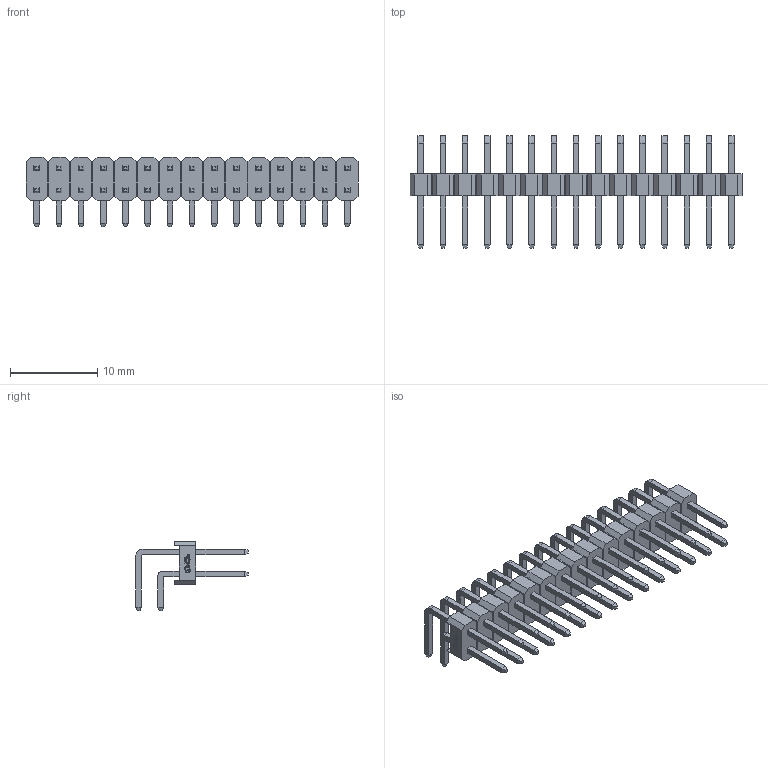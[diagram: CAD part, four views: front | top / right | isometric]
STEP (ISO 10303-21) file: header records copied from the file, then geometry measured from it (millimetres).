
FILE_DESCRIPTION (( 'STEP AP214' ), '1' );
FILE_NAME ('HDR-TH_30P-P2.54-H-M-R2-C15-S2.54-N.step', '2022-07-02T12:07:23', ( '' ), ( '' ), 'SwSTEP 2.0', 'SolidWorks 2020', '' );
FILE_SCHEMA (( 'AUTOMOTIVE_DESIGN' ));
Length unit declared in the file: millimetre
Products named in the file (1): HDR-TH_30P-P2.54-H-M-R2-C15-S2.54-N
Bounding box: 38.01 x 12.88 x 8 mm (x, y, z)
Volume: 538.5 mm3; surface area: 1744.8 mm2
Topology: 1 solids, 1 shells, 1166 faces, 2878 edges, 1800 vertices
Faces by surface type: plane 1009, bspline 112, cylinder 45
Entity records: 46889 total; most frequent: CARTESIAN_POINT 7949, ORIENTED_EDGE 5756, DIRECTION 4850, EDGE_CURVE 2878, VECTOR 2560, LINE 2560, VERTEX_POINT 1800, EDGE_LOOP 1252
